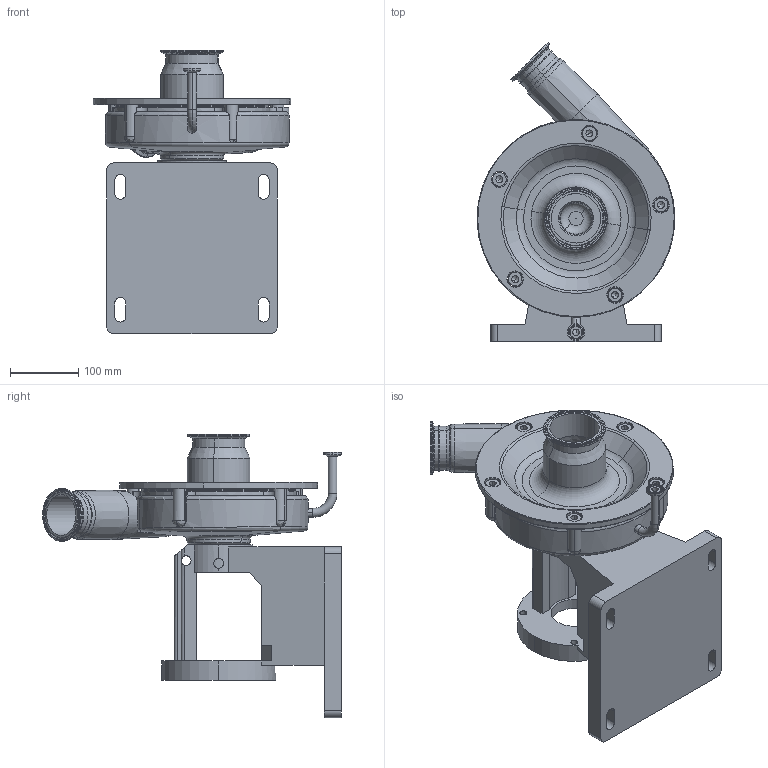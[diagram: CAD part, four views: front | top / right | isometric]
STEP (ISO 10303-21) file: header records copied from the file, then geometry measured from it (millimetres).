
FILE_DESCRIPTION (( 'STEP AP214' ), '1' );
FILE_NAME ('FP 3541 140TC 45L 1-2 IN ELBOW FRONT DRAIN.STEP', '2023-02-28T20:35:54', ( '' ), ( '' ), 'SwSTEP 2.0', 'SolidWorks 2021', '' );
FILE_SCHEMA (( 'AUTOMOTIVE_DESIGN' ));
Length unit declared in the file: millimetre
Products named in the file (1): FP 3541 140TC 45L 1-2 IN ELBOW FRONT DRAIN
Bounding box: 289.96 x 437.92 x 415 mm (x, y, z)
Volume: 6961665.5 mm3; surface area: 826668.8 mm2
Topology: 1 solids, 1 shells, 509 faces, 1307 edges, 789 vertices
Faces by surface type: cylinder 184, plane 110, cone 97, torus 92, bspline 17, sphere 9
Entity records: 19456 total; most frequent: CARTESIAN_POINT 6868, DIRECTION 2773, ORIENTED_EDGE 2562, EDGE_CURVE 1281, AXIS2_PLACEMENT_3D 1145, VERTEX_POINT 789, CIRCLE 652, EDGE_LOOP 570
